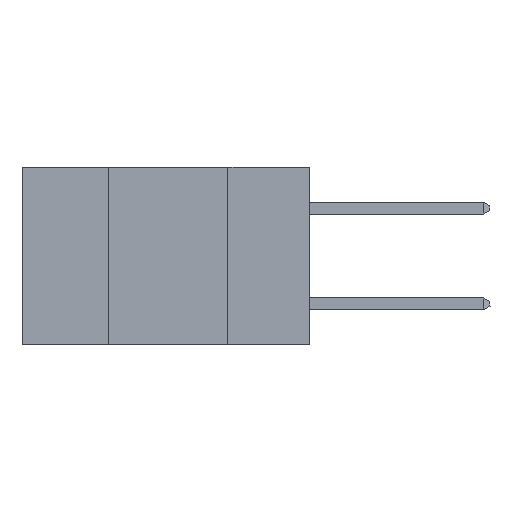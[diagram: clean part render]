
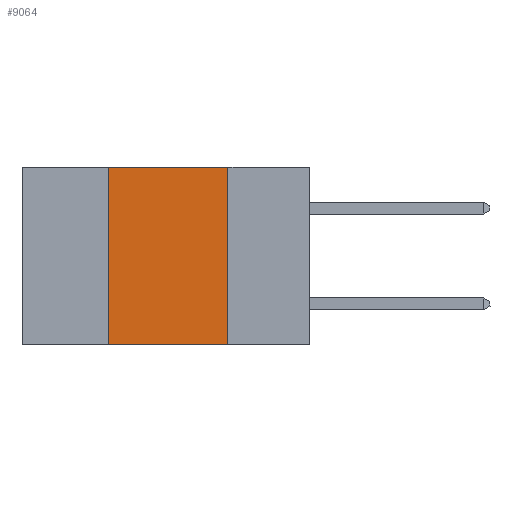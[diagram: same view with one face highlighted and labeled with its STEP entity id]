
A CAD part, left-side view. The second image highlights one B-rep face of the part: STEP entity #9064.
In plain terms, the highlighted planar face has unit normal (-1, 0, 0).
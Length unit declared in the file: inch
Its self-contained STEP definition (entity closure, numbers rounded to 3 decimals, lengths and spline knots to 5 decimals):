
#181 = LINE ( 'NONE', #22760, #816 ) ;
#286 = AXIS2_PLACEMENT_3D ( 'NONE', #16450, #5345, #18246 ) ;
#816 = VECTOR ( 'NONE', #8430, 39.37008 ) ;
#857 = EDGE_CURVE ( 'NONE', #2749, #12985, #19971, .T. ) ;
#1617 = ORIENTED_EDGE ( 'NONE', *, *, #857, .F. ) ;
#2459 = ORIENTED_EDGE ( 'NONE', *, *, #23721, .F. ) ;
#2584 = VERTEX_POINT ( 'NONE', #5978 ) ;
#2678 = CARTESIAN_POINT ( 'NONE',  ( 0., 0.17, -0.37 ) ) ;
#2749 = VERTEX_POINT ( 'NONE', #12513 ) ;
#2751 = ORIENTED_EDGE ( 'NONE', *, *, #9460, .F. ) ;
#2777 = ORIENTED_EDGE ( 'NONE', *, *, #6187, .T. ) ;
#4003 = CARTESIAN_POINT ( 'NONE',  ( 0., 0.6, -0.37 ) ) ;
#4939 = VECTOR ( 'NONE', #5936, 39.37008 ) ;
#5345 = DIRECTION ( 'NONE',  ( 1., 0., 0. ) ) ;
#5635 = LINE ( 'NONE', #17839, #19641 ) ;
#5936 = DIRECTION ( 'NONE',  ( 0., -1., 0. ) ) ;
#5978 = CARTESIAN_POINT ( 'NONE',  ( 0., 0.42, -0.37 ) ) ;
#6187 = EDGE_CURVE ( 'NONE', #2584, #12985, #19562, .T. ) ;
#8430 = DIRECTION ( 'NONE',  ( 0., 0., 1. ) ) ;
#8462 = DIRECTION ( 'NONE',  ( 0., 0., -1. ) ) ;
#9064 = ADVANCED_FACE ( 'NONE', ( #23443 ), #21588, .F. ) ;
#9460 = EDGE_CURVE ( 'NONE', #2584, #11316, #181, .T. ) ;
#9801 = VECTOR ( 'NONE', #8462, 39.37008 ) ;
#11316 = VERTEX_POINT ( 'NONE', #21031 ) ;
#12513 = CARTESIAN_POINT ( 'NONE',  ( 0., 0.17, 0. ) ) ;
#12985 = VERTEX_POINT ( 'NONE', #2678 ) ;
#16450 = CARTESIAN_POINT ( 'NONE',  ( 0., 0.6, 0. ) ) ;
#17246 = CARTESIAN_POINT ( 'NONE',  ( 0., 0.17, 0. ) ) ;
#17839 = CARTESIAN_POINT ( 'NONE',  ( 0., 0.6, 0. ) ) ;
#18246 = DIRECTION ( 'NONE',  ( 0., 0., -1. ) ) ;
#19562 = LINE ( 'NONE', #4003, #4939 ) ;
#19573 = DIRECTION ( 'NONE',  ( 0., -1., 0. ) ) ;
#19641 = VECTOR ( 'NONE', #19573, 39.37008 ) ;
#19971 = LINE ( 'NONE', #17246, #9801 ) ;
#20017 = EDGE_LOOP ( 'NONE', ( #1617, #2459, #2751, #2777 ) ) ;
#21031 = CARTESIAN_POINT ( 'NONE',  ( 0., 0.42, 0. ) ) ;
#21588 = PLANE ( 'NONE',  #286 ) ;
#22760 = CARTESIAN_POINT ( 'NONE',  ( 0., 0.42, 0. ) ) ;
#23443 = FACE_OUTER_BOUND ( 'NONE', #20017, .T. ) ;
#23721 = EDGE_CURVE ( 'NONE', #11316, #2749, #5635, .T. ) ;
